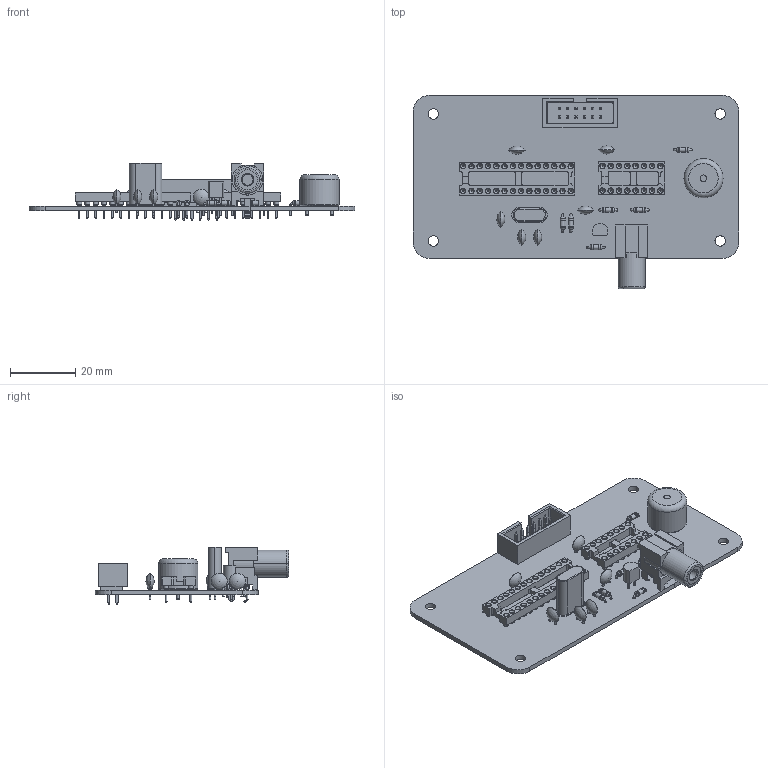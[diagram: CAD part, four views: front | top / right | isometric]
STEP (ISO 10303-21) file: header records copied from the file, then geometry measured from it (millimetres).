
FILE_DESCRIPTION(('KiCad electronic assembly'),'2;1');
FILE_NAME('Output Helper.step','2025-12-05T22:35:46',('Pcbnew'),('Kicad' ),'Open CASCADE STEP processor 7.8','KiCad to STEP converter', 'Unknown');
FILE_SCHEMA(('AUTOMOTIVE_DESIGN { 1 0 10303 214 1 1 1 1 }'));
Length unit declared in the file: millimetre
Products named in the file (14): Output Helper 1; C_Disc_D5.0mm_W2.5mm_P2.50mm; DIP-16_W7.62mm_Socket; 0702461201; SOLID; COMPOUND; R_Axial_DIN0204_L3.6mm_D1.6mm_P5.08mm_Horizontal; PJRAN1X1U04X; PJRAN1X1U04X-edit; Buzzer_12x9.5RM7.6; TO-92; DIP-28_W7.62mm_Socket; Crystal_HC49-U_Vertical; Output Helper_PCB
Assembly tree (23 placements, depth 3):
  Output Helper 1
    C_Disc_D5.0mm_W2.5mm_P2.50mm  x6
    DIP-16_W7.62mm_Socket
    0702461201
      SOLID
      COMPOUND
    R_Axial_DIN0204_L3.6mm_D1.6mm_P5.08mm_Horizontal  x6
    PJRAN1X1U04X
      PJRAN1X1U04X-edit
    Buzzer_12x9.5RM7.6
    TO-92
    DIP-28_W7.62mm_Socket
    Crystal_HC49-U_Vertical
    Output Helper_PCB
Bounding box: 100 x 59.3 x 17.74 mm (x, y, z)
Volume: 12462.7 mm3; surface area: 17867.8 mm2
Topology: 25 solids, 25 shells, 1333 faces, 2835 edges, 1830 vertices
Faces by surface type: plane 762, cylinder 391, cone 134, torus 34, sphere 12
Full cylindrical faces by diameter (mm): 0.5 x26, 0.508 x88, 0.7 x12, 0.75 x3, 0.8 x58, 0.9 x2, 1 x14, 1.44 x6, 1.524 x44, 1.6 x12, 1.724 x44, 2 x1, 3.2 x4, 12 x1
Entity records: 39110 total; most frequent: DIRECTION 6060, CARTESIAN_POINT 6042, ORIENTED_EDGE 5218, EDGE_CURVE 2609, AXIS2_PLACEMENT_3D 2195, FACE_BOUND 1684, EDGE_LOOP 1684, LINE 1670
